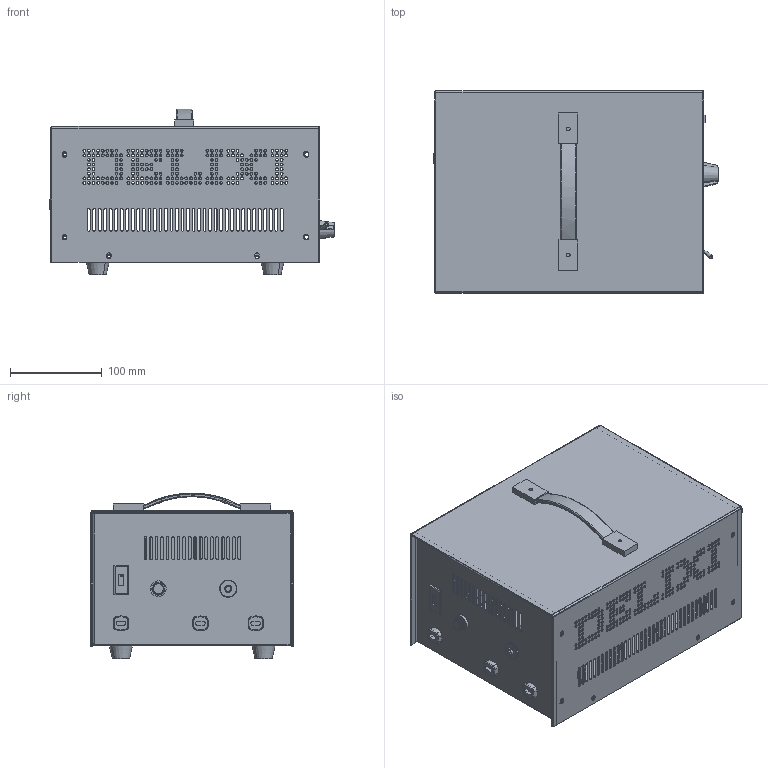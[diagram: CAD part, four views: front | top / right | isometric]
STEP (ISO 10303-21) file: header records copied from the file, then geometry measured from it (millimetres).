
FILE_DESCRIPTION(/* description */ (''),/* implementation_level */ '2;1');
FILE_NAME(/* name */ 'GVA-H-(6~12V)(6~24V)-10~20A三维图-202506.stp',/* time_stamp */ '2025-06-25T15:07:28+08:00',/* author */ (''),/* organization */ (''),/* preprocessor_version */ 'ST-DEVELOPER v20',/* originating_system */ 'SIEMENS PLM Software NX2312.1700',/* authorisation */ '');
FILE_SCHEMA (('AUTOMOTIVE_DESIGN { 1 0 10303 214 3 1 1 1 }'));
Products named in the file (16): 强制开关qian; 指示灯红hongse; 复位键; GCAt调节遥杆; GVA-H-10-20A-6-24V盖; GVA-H-10-20A-6-24V面板; 指示灯绿lvse; 提手tishou; 保险旋钮baoxianxuanniu; 波动开关kaiguanbo; 电压表指针37077; 接线扣6606; GVA-H-10-20A-6-24V底; 橡皮脚; GCA旋钮77355; GVA-H-6~36V-10A三维图-202505_step
Assembly tree (21 placements, depth 2):
  GVA-H-6~36V-10A三维图-202505_step
    GCA旋钮77355
    橡皮脚  x4
    GVA-H-10-20A-6-24V底
    接线扣6606  x3
    电压表指针37077  x2
    波动开关kaiguanbo
    保险旋钮baoxianxuanniu
    提手tishou
    指示灯绿lvse
    GVA-H-10-20A-6-24V面板
    GVA-H-10-20A-6-24V盖
    GCAt调节遥杆
    复位键
    指示灯红hongse
    强制开关qian
Bounding box: 309.08 x 219.64 x 180.07 mm (x, y, z)
Volume: 341607.7 mm3; surface area: 621931.3 mm2
Topology: 28 solids, 30 shells, 2455 faces, 6851 edges, 4469 vertices
Faces by surface type: cylinder 1573, plane 690, cone 110, torus 38, bspline 32, extrusion 9, sphere 3
Entity records: 84103 total; most frequent: CARTESIAN_POINT 15034, DIRECTION 14298, ORIENTED_EDGE 12982, EDGE_CURVE 6491, AXIS2_PLACEMENT_3D 5642, VERTEX_POINT 4240, EDGE_LOOP 3535, CIRCLE 3347
